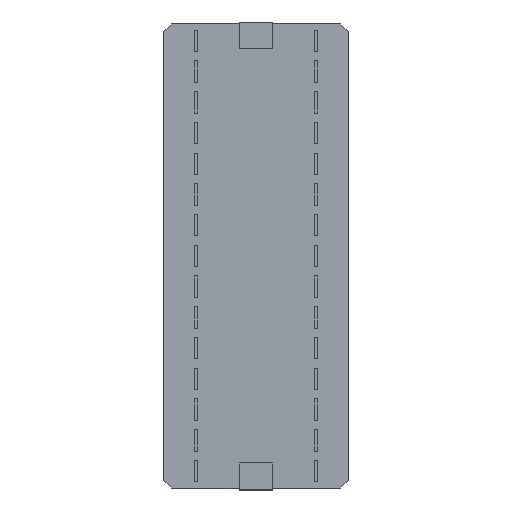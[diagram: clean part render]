
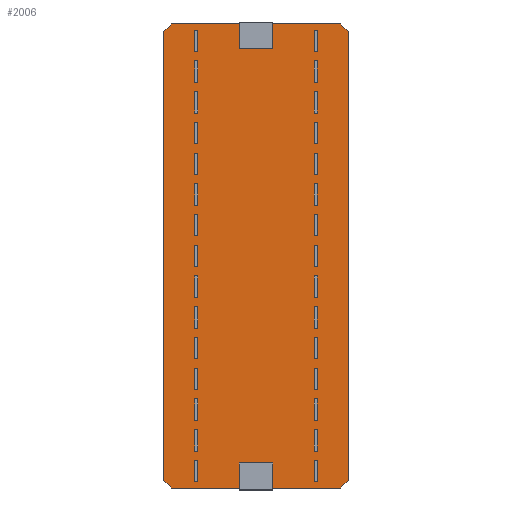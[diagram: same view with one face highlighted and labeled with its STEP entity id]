
A CAD part, top view. The second image highlights one B-rep face of the part: STEP entity #2006.
In plain terms, the highlighted planar face has unit normal (0, 0, 1).
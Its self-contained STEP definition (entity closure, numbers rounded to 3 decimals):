
#208=FACE_OUTER_BOUND('',#294,.T.);
#294=EDGE_LOOP('',(#1584,#1585,#1586,#1587,#1588,#1589,#1590,#1591));
#374=LINE('',#2656,#674);
#377=LINE('',#2663,#677);
#382=LINE('',#2674,#682);
#385=LINE('',#2681,#685);
#389=LINE('',#2687,#689);
#391=LINE('',#2690,#691);
#393=LINE('',#2693,#693);
#395=LINE('',#2696,#695);
#674=VECTOR('',#2180,1.);
#677=VECTOR('',#2185,1.);
#682=VECTOR('',#2192,1.);
#685=VECTOR('',#2197,1.);
#689=VECTOR('',#2203,10.);
#691=VECTOR('',#2207,10.);
#693=VECTOR('',#2211,10.);
#695=VECTOR('',#2215,10.);
#974=VERTEX_POINT('',#2653);
#975=VERTEX_POINT('',#2655);
#977=VERTEX_POINT('',#2660);
#978=VERTEX_POINT('',#2662);
#982=VERTEX_POINT('',#2671);
#983=VERTEX_POINT('',#2673);
#985=VERTEX_POINT('',#2678);
#986=VERTEX_POINT('',#2680);
#1254=EDGE_CURVE('',#975,#974,#374,.F.);
#1257=EDGE_CURVE('',#978,#977,#377,.T.);
#1262=EDGE_CURVE('',#983,#982,#382,.F.);
#1265=EDGE_CURVE('',#986,#985,#385,.T.);
#1269=EDGE_CURVE('',#974,#978,#389,.T.);
#1271=EDGE_CURVE('',#975,#982,#391,.T.);
#1273=EDGE_CURVE('',#977,#986,#393,.T.);
#1275=EDGE_CURVE('',#983,#985,#395,.T.);
#1584=ORIENTED_EDGE('',*,*,#1257,.T.);
#1585=ORIENTED_EDGE('',*,*,#1273,.T.);
#1586=ORIENTED_EDGE('',*,*,#1265,.T.);
#1587=ORIENTED_EDGE('',*,*,#1275,.F.);
#1588=ORIENTED_EDGE('',*,*,#1262,.T.);
#1589=ORIENTED_EDGE('',*,*,#1271,.F.);
#1590=ORIENTED_EDGE('',*,*,#1254,.T.);
#1591=ORIENTED_EDGE('',*,*,#1269,.T.);
#1920=PLANE('',#2096);
#2006=ADVANCED_FACE('',(#208),#1920,.T.);
#2096=AXIS2_PLACEMENT_3D('',#2697,#2216,#2217);
#2180=DIRECTION('',(0.,1.,0.));
#2185=DIRECTION('',(1.,0.,0.));
#2192=DIRECTION('',(1.,0.,0.));
#2197=DIRECTION('',(0.,1.,0.));
#2203=DIRECTION('',(0.707,-0.707,0.));
#2207=DIRECTION('',(0.707,0.707,0.));
#2211=DIRECTION('',(0.707,0.707,0.));
#2215=DIRECTION('',(0.707,-0.707,0.));
#2216=DIRECTION('center_axis',(0.,0.,1.));
#2217=DIRECTION('ref_axis',(1.,0.,0.));
#2653=CARTESIAN_POINT('',(-0.136,8.269,1.6));
#2655=CARTESIAN_POINT('',(-0.136,300.269,1.6));
#2656=CARTESIAN_POINT('',(-0.136,154.269,1.6));
#2660=CARTESIAN_POINT('',(114.864,3.269,1.6));
#2662=CARTESIAN_POINT('',(4.864,3.269,1.6));
#2663=CARTESIAN_POINT('',(59.864,3.269,1.6));
#2671=CARTESIAN_POINT('',(4.864,305.269,1.6));
#2673=CARTESIAN_POINT('',(114.864,305.269,1.6));
#2674=CARTESIAN_POINT('',(59.864,305.269,1.6));
#2678=CARTESIAN_POINT('',(119.864,300.269,1.6));
#2680=CARTESIAN_POINT('',(119.864,8.269,1.6));
#2681=CARTESIAN_POINT('',(119.864,154.269,1.6));
#2687=CARTESIAN_POINT('',(-0.136,8.269,1.6));
#2690=CARTESIAN_POINT('',(-0.136,300.269,1.6));
#2693=CARTESIAN_POINT('',(114.864,3.269,1.6));
#2696=CARTESIAN_POINT('',(114.864,305.269,1.6));
#2697=CARTESIAN_POINT('Origin',(59.864,154.269,1.6));
